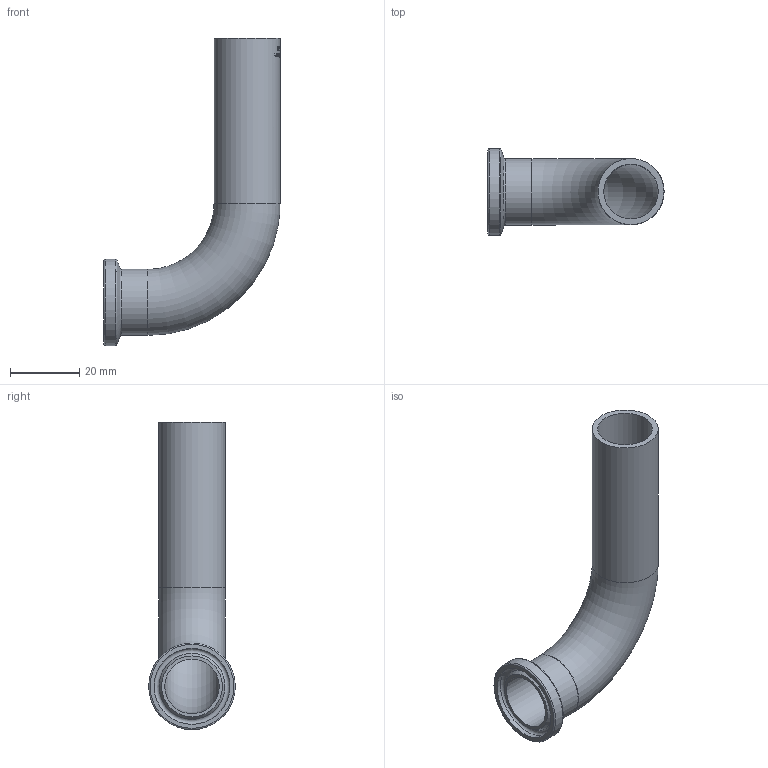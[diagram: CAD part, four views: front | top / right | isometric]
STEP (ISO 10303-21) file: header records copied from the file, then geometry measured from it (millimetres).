
FILE_DESCRIPTION(/* description */ (''),/* implementation_level */ '2;1');
FILE_NAME(/* name */ 'S2CKW-.75.stp',/* time_stamp */ '2018-11-26T14:25:46-05:00',/* author */ ('ken'),/* organization */ (''),/* preprocessor_version */ 'ST-DEVELOPER v15.2',/* originating_system */ 'Autodesk Inventor 2014',/* authorisation */ '');
FILE_SCHEMA (('AUTOMOTIVE_DESIGN { 1 0 10303 214 3 1 1 }'));
Length unit declared in the file: inch
Products named in the file (1): S2CKW-.75
Bounding box: 50.8 x 24.99 x 88.7 mm (x, y, z)
Volume: 10066 mm3; surface area: 12245 mm2
Topology: 1 solids, 1 shells, 368 faces, 991 edges, 658 vertices
Faces by surface type: bspline 175, plane 146, cylinder 37, torus 8, cone 2
Full cylindrical faces by diameter (mm): 15.748 x2, 19.05 x2, 21.895 x1, 24.994 x1
Entity records: 14561 total; most frequent: CARTESIAN_POINT 6369, ORIENTED_EDGE 1938, DIRECTION 1200, EDGE_CURVE 969, VERTEX_POINT 653, LINE 426, VECTOR 426, EDGE_LOOP 420
